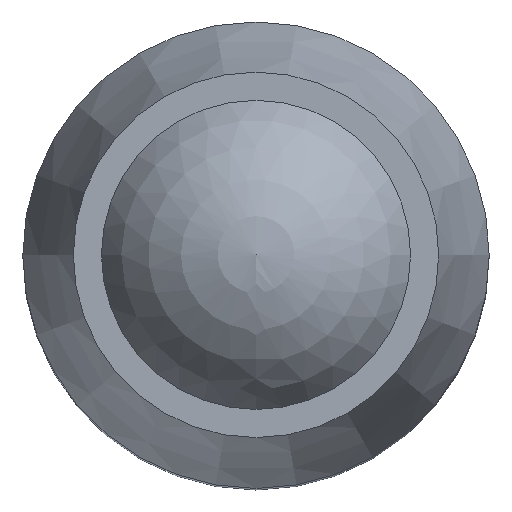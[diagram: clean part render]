
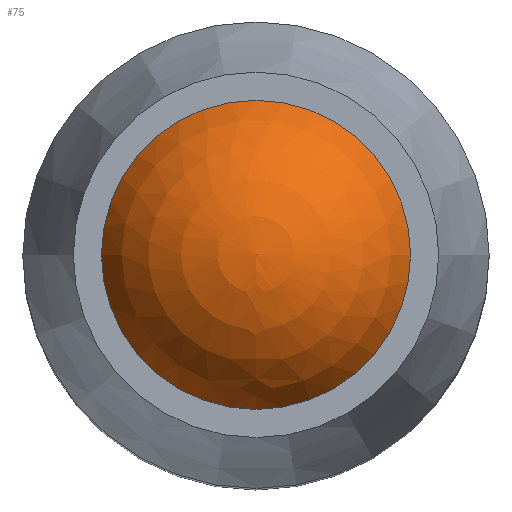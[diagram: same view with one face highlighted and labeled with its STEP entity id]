
A CAD part, top view. The second image highlights one B-rep face of the part: STEP entity #75.
In plain terms, the highlighted spherical face has radius 4.365 mm.
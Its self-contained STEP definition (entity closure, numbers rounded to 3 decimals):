
#75 = ADVANCED_FACE( '', ( #151, #152 ), #153, .T. );
#151 = FACE_BOUND( '', #222, .T. );
#152 = FACE_OUTER_BOUND( '', #223, .T. );
#153 = SPHERICAL_SURFACE( '', #224, 4.366 );
#222 = VERTEX_LOOP( '', #363 );
#223 = EDGE_LOOP( '', ( #364 ) );
#224 = AXIS2_PLACEMENT_3D( '', #365, #366, #367 );
#363 = VERTEX_POINT( '', #434 );
#364 = ORIENTED_EDGE( '', *, *, #410, .T. );
#365 = CARTESIAN_POINT( '', ( 0., 0., 26.88 ) );
#366 = DIRECTION( '', ( 0., 0., 1. ) );
#367 = DIRECTION( '', ( 0., -1., 0. ) );
#410 = EDGE_CURVE( '', #481, #481, #482, .T. );
#434 = CARTESIAN_POINT( '', ( 0., 0., 31.246 ) );
#481 = VERTEX_POINT( '', #576 );
#482 = CIRCLE( '', #577, 3.977 );
#576 = CARTESIAN_POINT( '', ( 3.977, 0., 28.68 ) );
#577 = AXIS2_PLACEMENT_3D( '', #642, #643, #644 );
#642 = CARTESIAN_POINT( '', ( 0., 0., 28.68 ) );
#643 = DIRECTION( '', ( 0., 0., 1. ) );
#644 = DIRECTION( '', ( 1., 0., 0. ) );
